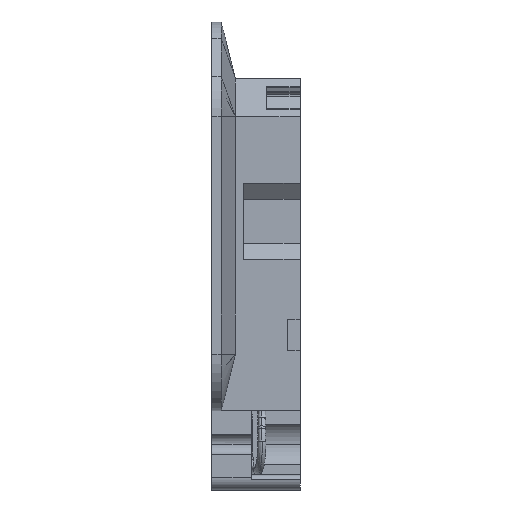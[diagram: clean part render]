
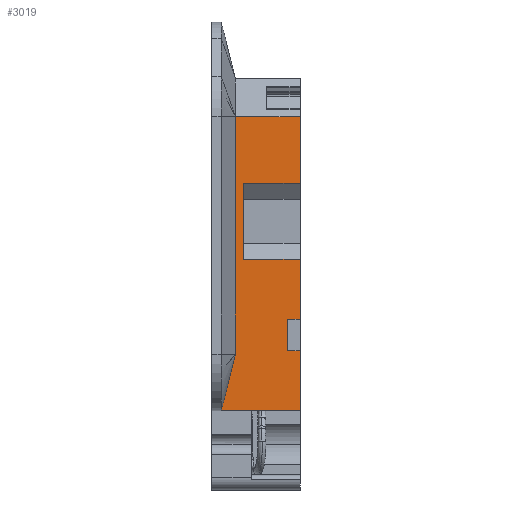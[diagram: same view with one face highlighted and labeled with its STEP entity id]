
A CAD part, front view. The second image highlights one B-rep face of the part: STEP entity #3019.
In plain terms, the highlighted planar face has unit normal (0, -1, 0).
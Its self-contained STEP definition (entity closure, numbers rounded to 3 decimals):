
#2954=AXIS2_PLACEMENT_3D('Plane Axis2P3D',#2951,#2952,#2953) ;
#1240=CARTESIAN_POINT('Vertex',(14.,9.,12.5)) ;
#1243=CARTESIAN_POINT('Line Origine',(7.75,9.,12.5)) ;
#1247=CARTESIAN_POINT('Vertex',(1.5,9.,12.5)) ;
#1655=CARTESIAN_POINT('Line Origine',(3.744,9.,40.25)) ;
#1659=CARTESIAN_POINT('Vertex',(3.744,9.,21.5)) ;
#1661=CARTESIAN_POINT('Vertex',(3.744,9.,59.)) ;
#2036=CARTESIAN_POINT('Vertex',(14.,9.,59.)) ;
#2039=CARTESIAN_POINT('Line Origine',(14.,9.,53.75)) ;
#2043=CARTESIAN_POINT('Vertex',(14.,9.,48.5)) ;
#2092=CARTESIAN_POINT('Vertex',(14.,9.,36.5)) ;
#2095=CARTESIAN_POINT('Line Origine',(14.,9.,31.75)) ;
#2099=CARTESIAN_POINT('Vertex',(14.,9.,27.)) ;
#2120=CARTESIAN_POINT('Vertex',(14.,9.,22.)) ;
#2123=CARTESIAN_POINT('Line Origine',(14.,9.,17.25)) ;
#2951=CARTESIAN_POINT('Axis2P3D Location',(0.,9.,16.)) ;
#2956=CARTESIAN_POINT('Line Origine',(8.872,9.,59.)) ;
#2961=CARTESIAN_POINT('Line Origine',(2.622,9.,17.)) ;
#2966=CARTESIAN_POINT('Line Origine',(13.,9.,22.)) ;
#2970=CARTESIAN_POINT('Vertex',(12.,9.,22.)) ;
#2973=CARTESIAN_POINT('Line Origine',(12.,9.,24.5)) ;
#2977=CARTESIAN_POINT('Vertex',(12.,9.,27.)) ;
#2980=CARTESIAN_POINT('Line Origine',(13.,9.,27.)) ;
#2985=CARTESIAN_POINT('Line Origine',(9.5,9.,36.5)) ;
#2989=CARTESIAN_POINT('Vertex',(5.,9.,36.5)) ;
#2992=CARTESIAN_POINT('Line Origine',(5.,9.,42.5)) ;
#2996=CARTESIAN_POINT('Vertex',(5.,9.,48.5)) ;
#2999=CARTESIAN_POINT('Line Origine',(9.5,9.,48.5)) ;
#1244=DIRECTION('Vector Direction',(1.,0.,0.)) ;
#1656=DIRECTION('Vector Direction',(0.,0.,1.)) ;
#2040=DIRECTION('Vector Direction',(0.,0.,-1.)) ;
#2096=DIRECTION('Vector Direction',(0.,0.,-1.)) ;
#2124=DIRECTION('Vector Direction',(0.,0.,-1.)) ;
#2952=DIRECTION('Axis2P3D Direction',(0.,1.,0.)) ;
#2953=DIRECTION('Axis2P3D XDirection',(0.,0.,1.)) ;
#2957=DIRECTION('Vector Direction',(1.,0.,0.)) ;
#2962=DIRECTION('Vector Direction',(0.242,0.,0.97)) ;
#2967=DIRECTION('Vector Direction',(1.,0.,0.)) ;
#2974=DIRECTION('Vector Direction',(0.,0.,-1.)) ;
#2981=DIRECTION('Vector Direction',(-1.,0.,0.)) ;
#2986=DIRECTION('Vector Direction',(1.,0.,0.)) ;
#2993=DIRECTION('Vector Direction',(0.,0.,-1.)) ;
#3000=DIRECTION('Vector Direction',(-1.,0.,0.)) ;
#1245=VECTOR('Line Direction',#1244,1.) ;
#1657=VECTOR('Line Direction',#1656,1.) ;
#2041=VECTOR('Line Direction',#2040,1.) ;
#2097=VECTOR('Line Direction',#2096,1.) ;
#2125=VECTOR('Line Direction',#2124,1.) ;
#2958=VECTOR('Line Direction',#2957,1.) ;
#2963=VECTOR('Line Direction',#2962,1.) ;
#2968=VECTOR('Line Direction',#2967,1.) ;
#2975=VECTOR('Line Direction',#2974,1.) ;
#2982=VECTOR('Line Direction',#2981,1.) ;
#2987=VECTOR('Line Direction',#2986,1.) ;
#2994=VECTOR('Line Direction',#2993,1.) ;
#3001=VECTOR('Line Direction',#3000,1.) ;
#3005=ORIENTED_EDGE('',*,*,#2960,.F.) ;
#3006=ORIENTED_EDGE('',*,*,#1663,.F.) ;
#3007=ORIENTED_EDGE('',*,*,#2965,.F.) ;
#3008=ORIENTED_EDGE('',*,*,#1249,.T.) ;
#3009=ORIENTED_EDGE('',*,*,#2127,.F.) ;
#3010=ORIENTED_EDGE('',*,*,#2972,.F.) ;
#3011=ORIENTED_EDGE('',*,*,#2979,.F.) ;
#3012=ORIENTED_EDGE('',*,*,#2984,.F.) ;
#3013=ORIENTED_EDGE('',*,*,#2101,.F.) ;
#3014=ORIENTED_EDGE('',*,*,#2991,.F.) ;
#3015=ORIENTED_EDGE('',*,*,#2998,.F.) ;
#3016=ORIENTED_EDGE('',*,*,#3003,.F.) ;
#3017=ORIENTED_EDGE('',*,*,#2045,.F.) ;
#3019=ADVANCED_FACE('K\X2\00F6\X0\rper.3',(#3018),#2955,.F.) ;
#1249=EDGE_CURVE('',#1248,#1241,#1246,.T.) ;
#1663=EDGE_CURVE('',#1660,#1662,#1658,.T.) ;
#2045=EDGE_CURVE('',#2037,#2044,#2042,.T.) ;
#2101=EDGE_CURVE('',#2093,#2100,#2098,.T.) ;
#2127=EDGE_CURVE('',#2121,#1241,#2126,.T.) ;
#2960=EDGE_CURVE('',#1662,#2037,#2959,.T.) ;
#2965=EDGE_CURVE('',#1248,#1660,#2964,.T.) ;
#2972=EDGE_CURVE('',#2971,#2121,#2969,.T.) ;
#2979=EDGE_CURVE('',#2978,#2971,#2976,.T.) ;
#2984=EDGE_CURVE('',#2100,#2978,#2983,.T.) ;
#2991=EDGE_CURVE('',#2990,#2093,#2988,.T.) ;
#2998=EDGE_CURVE('',#2997,#2990,#2995,.T.) ;
#3003=EDGE_CURVE('',#2044,#2997,#3002,.T.) ;
#3004=EDGE_LOOP('',(#3005,#3006,#3007,#3008,#3009,#3010,#3011,#3012,#3013,#3014,#3015,#3016,#3017)) ;
#3018=FACE_OUTER_BOUND('',#3004,.T.) ;
#1246=LINE('Line',#1243,#1245) ;
#1658=LINE('Line',#1655,#1657) ;
#2042=LINE('Line',#2039,#2041) ;
#2098=LINE('Line',#2095,#2097) ;
#2126=LINE('Line',#2123,#2125) ;
#2959=LINE('Line',#2956,#2958) ;
#2964=LINE('Line',#2961,#2963) ;
#2969=LINE('Line',#2966,#2968) ;
#2976=LINE('Line',#2973,#2975) ;
#2983=LINE('Line',#2980,#2982) ;
#2988=LINE('Line',#2985,#2987) ;
#2995=LINE('Line',#2992,#2994) ;
#3002=LINE('Line',#2999,#3001) ;
#2955=PLANE('',#2954) ;
#1241=VERTEX_POINT('',#1240) ;
#1248=VERTEX_POINT('',#1247) ;
#1660=VERTEX_POINT('',#1659) ;
#1662=VERTEX_POINT('',#1661) ;
#2037=VERTEX_POINT('',#2036) ;
#2044=VERTEX_POINT('',#2043) ;
#2093=VERTEX_POINT('',#2092) ;
#2100=VERTEX_POINT('',#2099) ;
#2121=VERTEX_POINT('',#2120) ;
#2971=VERTEX_POINT('',#2970) ;
#2978=VERTEX_POINT('',#2977) ;
#2990=VERTEX_POINT('',#2989) ;
#2997=VERTEX_POINT('',#2996) ;
